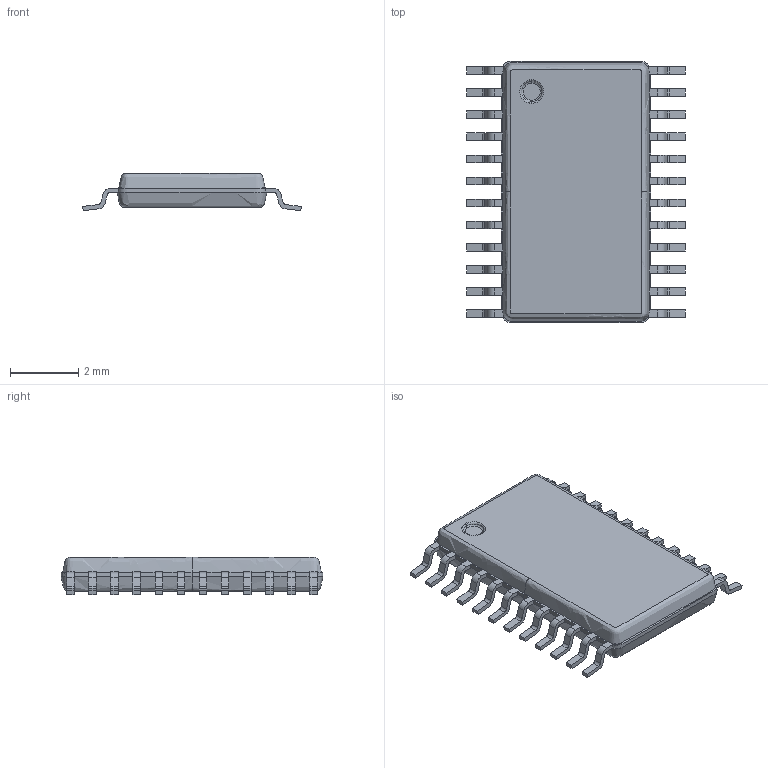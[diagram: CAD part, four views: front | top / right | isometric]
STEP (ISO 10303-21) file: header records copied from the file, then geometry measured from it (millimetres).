
FILE_DESCRIPTION( ( '' ), ' ' );
FILE_NAME( '5b4f4b8cd3ea1e0eb019de7f.step', '2018-07-18T14:15:41', ( '' ), ( '' ), ' ', ' ', ' ' );
FILE_SCHEMA( ( 'AUTOMOTIVE_DESIGN { 1 0 10303 214 1 1 1 1 }' ) );
Length unit declared in the file: metre
Products named in the file (13): Open CASCADE STEP translator 6.8 1
Bounding box: 6.43 x 7.7 x 1.1 mm (x, y, z)
Volume: 34.8 mm3; surface area: 181.4 mm2
Topology: 13 solids, 13 shells, 351 faces, 1040 edges, 692 vertices
Faces by surface type: plane 245, cylinder 96, bspline 6, revolution 4
Entity records: 25724 total; most frequent: CARTESIAN_POINT 8438, ORIENTED_EDGE 2080, DIRECTION 1725, STYLED_ITEM 1387, PRESENTATION_STYLE_ASSIGNMENT 1387, COLOUR_RGB 1387, EDGE_CURVE 1040, CURVE_STYLE 1036
